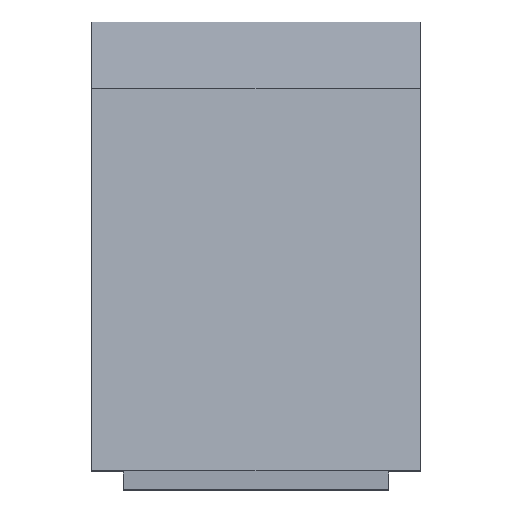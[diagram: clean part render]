
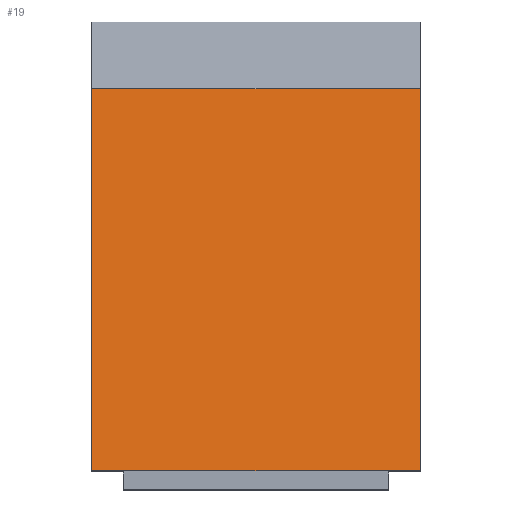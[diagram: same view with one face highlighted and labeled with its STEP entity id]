
A CAD part, top view. The second image highlights one B-rep face of the part: STEP entity #19.
In plain terms, the highlighted planar face has unit normal (0, 0.128, 0.992).
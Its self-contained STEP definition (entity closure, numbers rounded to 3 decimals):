
#7 = DIRECTION ( 'NONE',  ( 0., -0.992, 0.128 ) ) ;
#19 = ADVANCED_FACE ( 'NONE', ( #349 ), #178, .F. ) ;
#35 = DIRECTION ( 'NONE',  ( 0., -0.992, 0.128 ) ) ;
#39 = CARTESIAN_POINT ( 'NONE',  ( 130., 155.884, 92. ) ) ;
#62 = VECTOR ( 'NONE', #7, 1000. ) ;
#67 = LINE ( 'NONE', #163, #62 ) ;
#73 = DIRECTION ( 'NONE',  ( 0., -0.128, -0.992 ) ) ;
#74 = VERTEX_POINT ( 'NONE', #265 ) ;
#91 = LINE ( 'NONE', #313, #117 ) ;
#94 = DIRECTION ( 'NONE',  ( -1., 0., 0. ) ) ;
#117 = VECTOR ( 'NONE', #94, 1000. ) ;
#118 = AXIS2_PLACEMENT_3D ( 'NONE', #268, #73, #413 ) ;
#119 = EDGE_LOOP ( 'NONE', ( #292, #170, #298, #281 ) ) ;
#125 = VECTOR ( 'NONE', #35, 1000. ) ;
#138 = LINE ( 'NONE', #140, #125 ) ;
#140 = CARTESIAN_POINT ( 'NONE',  ( 130., 155.884, 92. ) ) ;
#163 = CARTESIAN_POINT ( 'NONE',  ( -130., 155.884, 92. ) ) ;
#170 = ORIENTED_EDGE ( 'NONE', *, *, #326, .F. ) ;
#178 = PLANE ( 'NONE',  #118 ) ;
#213 = CARTESIAN_POINT ( 'NONE',  ( 130., -146., 131. ) ) ;
#215 = DIRECTION ( 'NONE',  ( -1., 0., 0. ) ) ;
#216 = LINE ( 'NONE', #213, #355 ) ;
#234 = EDGE_CURVE ( 'NONE', #267, #251, #138, .T. ) ;
#240 = EDGE_CURVE ( 'NONE', #267, #74, #91, .T. ) ;
#251 = VERTEX_POINT ( 'NONE', #362 ) ;
#252 = EDGE_CURVE ( 'NONE', #74, #407, #67, .T. ) ;
#265 = CARTESIAN_POINT ( 'NONE',  ( -130., 155.884, 92. ) ) ;
#267 = VERTEX_POINT ( 'NONE', #39 ) ;
#268 = CARTESIAN_POINT ( 'NONE',  ( 130., 155.884, 92. ) ) ;
#281 = ORIENTED_EDGE ( 'NONE', *, *, #240, .T. ) ;
#292 = ORIENTED_EDGE ( 'NONE', *, *, #252, .T. ) ;
#298 = ORIENTED_EDGE ( 'NONE', *, *, #234, .F. ) ;
#313 = CARTESIAN_POINT ( 'NONE',  ( 130., 155.884, 92. ) ) ;
#326 = EDGE_CURVE ( 'NONE', #251, #407, #216, .T. ) ;
#349 = FACE_OUTER_BOUND ( 'NONE', #119, .T. ) ;
#355 = VECTOR ( 'NONE', #215, 1000. ) ;
#362 = CARTESIAN_POINT ( 'NONE',  ( 130., -146., 131. ) ) ;
#396 = CARTESIAN_POINT ( 'NONE',  ( -130., -146., 131. ) ) ;
#407 = VERTEX_POINT ( 'NONE', #396 ) ;
#413 = DIRECTION ( 'NONE',  ( 0., 0.992, -0.128 ) ) ;
